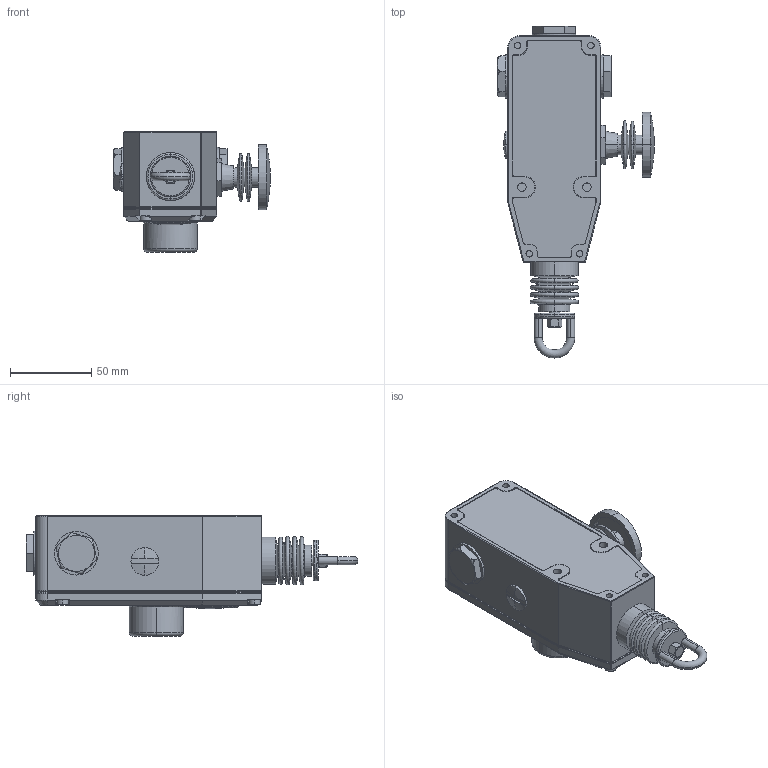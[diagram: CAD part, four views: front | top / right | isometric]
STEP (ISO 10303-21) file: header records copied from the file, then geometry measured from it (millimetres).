
FILE_DESCRIPTION (( 'STEP AP214' ), '1' );
FILE_NAME ('GLM-143057.STEP', '2014-06-19T15:13:04', ( '' ), ( '' ), 'SwSTEP 2.0', 'SolidWorks 2013', '' );
FILE_SCHEMA (( 'AUTOMOTIVE_DESIGN' ));
Length unit declared in the file: millimetre
Products named in the file (1): GLM-143057
Bounding box: 96.5 x 204 x 73.9 mm (x, y, z)
Volume: 466189.9 mm3; surface area: 56421.1 mm2
Topology: 1 solids, 1 shells, 451 faces, 1063 edges, 640 vertices
Faces by surface type: cylinder 154, plane 134, torus 75, cone 39, bspline 29, sphere 20
Entity records: 18525 total; most frequent: CARTESIAN_POINT 4246, DIRECTION 2266, ORIENTED_EDGE 2114, EDGE_CURVE 1057, AXIS2_PLACEMENT_3D 903, VERTEX_POINT 640, EDGE_LOOP 485, CIRCLE 480
